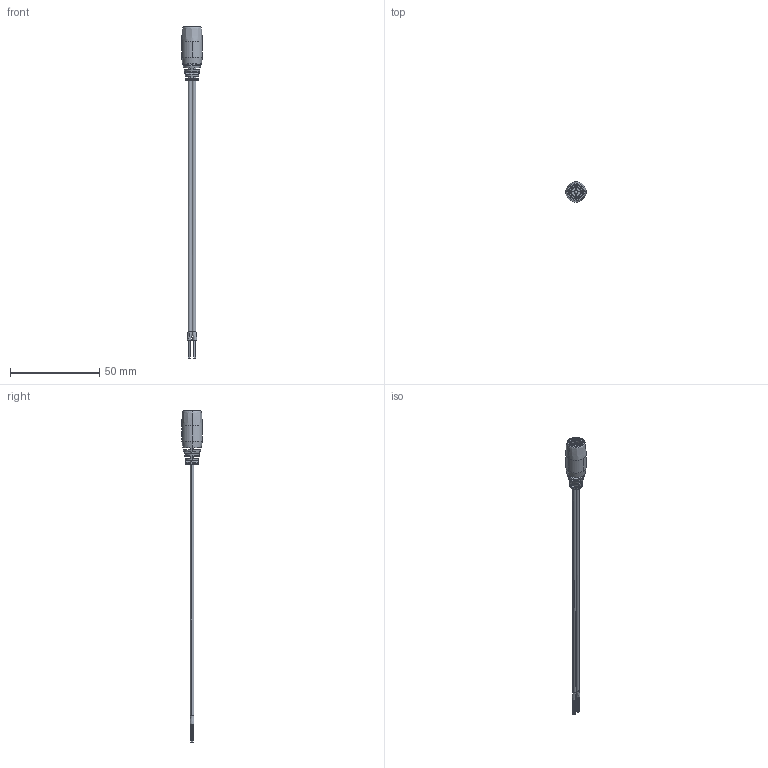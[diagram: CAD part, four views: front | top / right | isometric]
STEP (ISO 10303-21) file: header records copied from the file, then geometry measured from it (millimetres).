
FILE_DESCRIPTION (( 'STEP AP214' ), '1' );
FILE_NAME ('10-01092.STEP', '2015-10-16T22:11:13', ( 'Joel' ), ( 'Microsoft' ), 'SwSTEP 2.0', 'SolidWorks 2015', '' );
FILE_SCHEMA (( 'AUTOMOTIVE_DESIGN' ));
Length unit declared in the file: millimetre
Products named in the file (8): 10-01092; 50-00025; 50-00025 contact; 50-00025 shell; 50-00025 pin; 50-00025 insulator; 24-00004; 30-00007_stripped and tinned
Assembly tree (7 placements, depth 3):
  10-01092
    30-00007_stripped and tinned
    24-00004
    50-00025
      50-00025 insulator
      50-00025 pin
      50-00025 shell
      50-00025 contact
Bounding box: 11.4 x 11.4 x 186.06 mm (x, y, z)
Volume: 3525.9 mm3; surface area: 18634.5 mm2
Topology: 181 solids, 181 shells, 1312 faces, 2498 edges, 1641 vertices
Faces by surface type: cylinder 589, plane 561, bspline 106, torus 37, cone 19
Entity records: 43236 total; most frequent: CARTESIAN_POINT 10214, DIRECTION 5889, ORIENTED_EDGE 4992, AXIS2_PLACEMENT_3D 2544, EDGE_CURVE 2496, VERTEX_POINT 1641, EDGE_LOOP 1427, CIRCLE 1327
